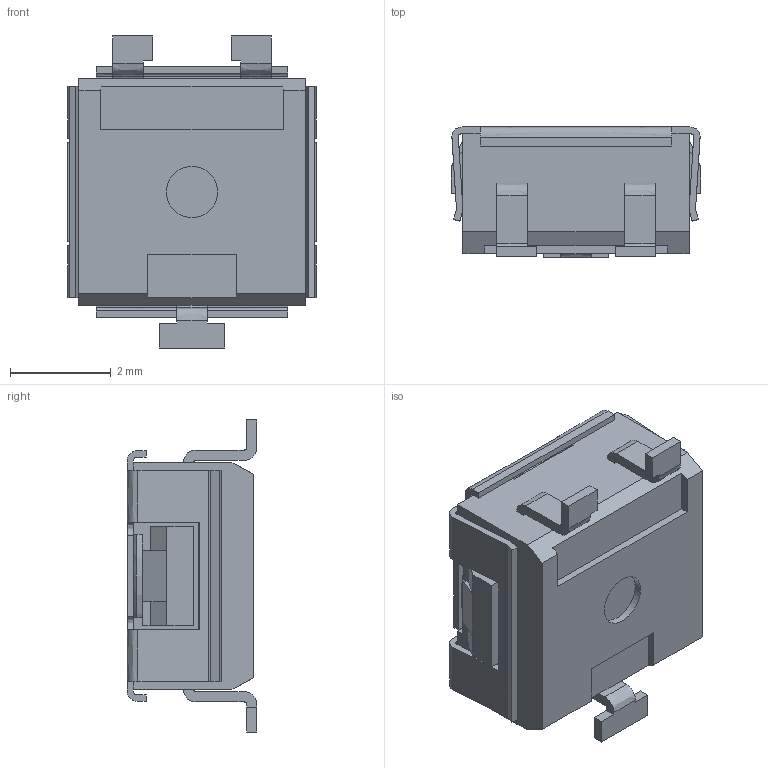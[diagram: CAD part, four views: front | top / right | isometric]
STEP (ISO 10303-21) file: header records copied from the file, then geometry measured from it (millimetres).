
FILE_DESCRIPTION((''),'2;1');
FILE_NAME('7814G_ASM','2012-03-27T',('minhn'),('Bourns, Inc.'),'PRO/ENGINEER BY PARAMETRIC TECHNOLOGY CORPORATION, 2001200','PRO/ENGINEER BY PARAMETRIC TECHNOLOGY CORPORATION, 2001200','');
FILE_SCHEMA(('AUTOMOTIVE_DESIGN_CC2 { 1 2 10303 214 -1 1 5 2 }'));
Length unit declared in the file: inch
Products named in the file (2): 7814G_HSG; 7814G_ASM
Assembly tree (1 placements, depth 2):
  7814G_ASM
    7814G_HSG
Bounding box: 4.95 x 2.58 x 6.2 mm (x, y, z)
Volume: 47.7 mm3; surface area: 183.2 mm2
Topology: 1 solids, 2 shells, 395 faces, 1117 edges, 733 vertices
Faces by surface type: bspline 395
Entity records: 17517 total; most frequent: CARTESIAN_POINT 4865, ORIENTED_EDGE 2234, DIRECTION 1283, PRESENTATION_STYLE_ASSIGNMENT 1126, STYLED_ITEM 1118, CURVE_STYLE 1117, EDGE_CURVE 1117, VECTOR 921
